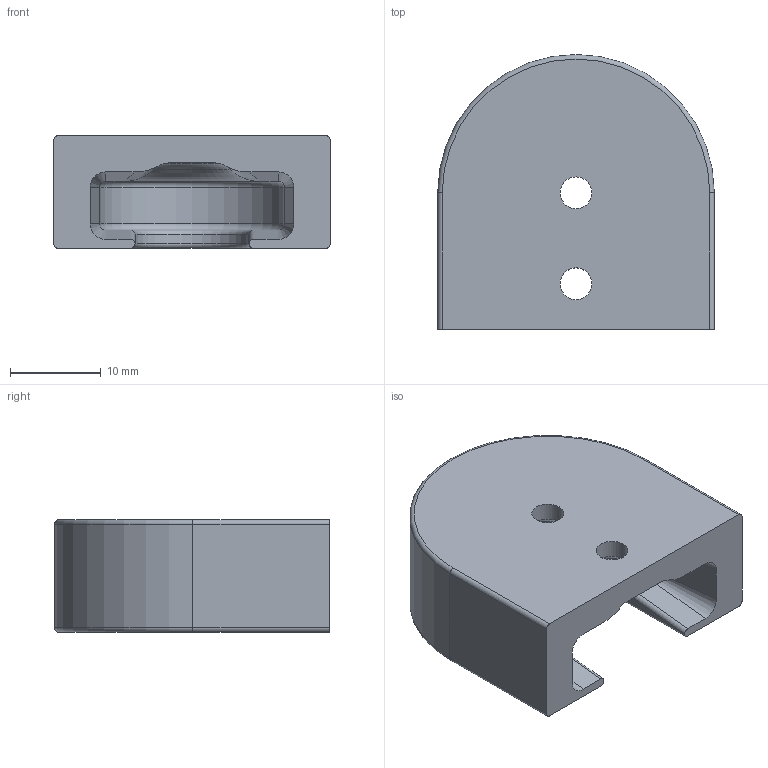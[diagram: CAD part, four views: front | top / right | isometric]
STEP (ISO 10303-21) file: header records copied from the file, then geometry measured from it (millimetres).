
FILE_DESCRIPTION(/* description */ ('STEP AP242','CAx-IF Rec.Pracs.---Representation and Presentation of Product Manufacturing Information (PMI)---4.0---2014-10-13','CAx-IF Rec.Pracs.---3D Tessellated Geometry---0.4---2014-09-14','2;1'),/* implementation_level */ '2;1');
FILE_NAME(/* name */ 'Wall Hanger and Strap Connector - Wall Mount',/* time_stamp */ '2025-01-06T21:16:18Z',/* author */ (''),/* organization */ (''),/* preprocessor_version */ 'ST-DEVELOPER v20',/* originating_system */ 'ONSHAPE BY PTC INC, 1.191',/* authorisation */ ' ');
FILE_SCHEMA (('AP242_MANAGED_MODEL_BASED_3D_ENGINEERING_MIM_LF { 1 0 10303 442 1 1 4 }'));
Length unit declared in the file: metre
Products named in the file (1): Wall Mount
Bounding box: 30.4 x 30.2 x 12.4 mm (x, y, z)
Volume: 6564.5 mm3; surface area: 3634.6 mm2
Topology: 1 solids, 1 shells, 74 faces, 179 edges, 103 vertices
Faces by surface type: cylinder 29, plane 19, torus 12, cone 6, bspline 6, sphere 2
Full cylindrical faces by diameter (mm): 3.5 x2
Entity records: 2189 total; most frequent: CARTESIAN_POINT 464, DIRECTION 380, ORIENTED_EDGE 344, EDGE_CURVE 172, AXIS2_PLACEMENT_3D 153, VERTEX_POINT 102, EDGE_LOOP 80, FACE_BOUND 80
